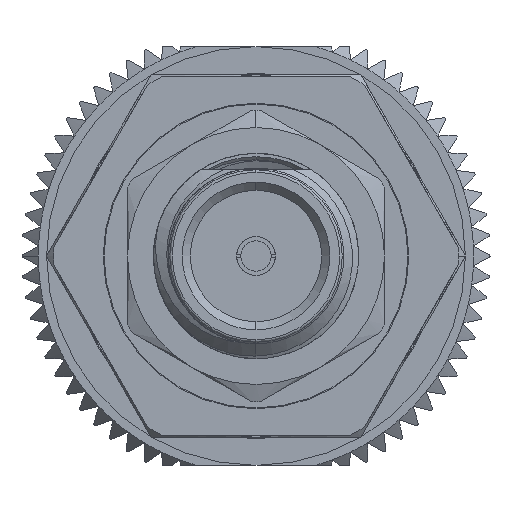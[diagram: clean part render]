
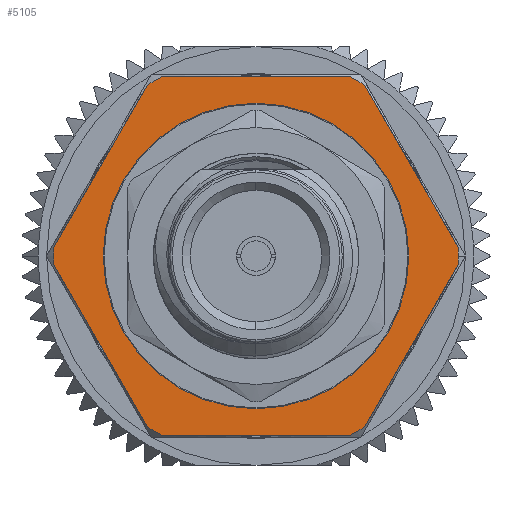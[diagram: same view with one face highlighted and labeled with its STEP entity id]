
A CAD part, left-side view. The second image highlights one B-rep face of the part: STEP entity #5105.
In plain terms, the highlighted face is planar.
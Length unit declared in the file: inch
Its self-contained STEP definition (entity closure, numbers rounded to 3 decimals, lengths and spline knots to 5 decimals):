
#131 = VECTOR ( 'NONE', #11493, 39.37008 ) ;
#246 = CIRCLE ( 'NONE', #17159, 0.24665 ) ;
#964 = VERTEX_POINT ( 'NONE', #14096 ) ;
#1071 = DIRECTION ( 'NONE',  ( 0., 0., 1. ) ) ;
#1271 = CARTESIAN_POINT ( 'NONE',  ( -0.21875, 0.1263, 0. ) ) ;
#1725 = CARTESIAN_POINT ( 'NONE',  ( 0.20805, -0.13247, 0. ) ) ;
#1980 = CARTESIAN_POINT ( 'NONE',  ( -0.21875, -0.1263, 0. ) ) ;
#2123 = EDGE_CURVE ( 'NONE', #6140, #20547, #26444, .T. ) ;
#2219 = FACE_BOUND ( 'NONE', #5228, .T. ) ;
#2800 = CARTESIAN_POINT ( 'NONE',  ( 0.21875, -0.11394, 0. ) ) ;
#2962 = CIRCLE ( 'NONE', #32960, 0.24665 ) ;
#3000 = CIRCLE ( 'NONE', #10699, 0.24665 ) ;
#3818 = CARTESIAN_POINT ( 'NONE',  ( 0., 0., 0. ) ) ;
#3825 = ORIENTED_EDGE ( 'NONE', *, *, #6198, .T. ) ;
#3912 = CARTESIAN_POINT ( 'NONE',  ( 0.21875, 0.1263, 0. ) ) ;
#3983 = VERTEX_POINT ( 'NONE', #2800 ) ;
#4225 = VERTEX_POINT ( 'NONE', #20857 ) ;
#4450 = CARTESIAN_POINT ( 'NONE',  ( 0., 0., 0. ) ) ;
#4622 = VERTEX_POINT ( 'NONE', #1725 ) ;
#5105 = ADVANCED_FACE ( 'NONE', ( #2219, #25298 ), #9836, .T. ) ;
#5228 = EDGE_LOOP ( 'NONE', ( #21186, #36475 ) ) ;
#5249 = ORIENTED_EDGE ( 'NONE', *, *, #15545, .T. ) ;
#5885 = EDGE_CURVE ( 'NONE', #17501, #24650, #22068, .T. ) ;
#6072 = DIRECTION ( 'NONE',  ( 0.866, 0.5, 0. ) ) ;
#6140 = VERTEX_POINT ( 'NONE', #29718 ) ;
#6198 = EDGE_CURVE ( 'NONE', #25455, #33664, #22036, .T. ) ;
#6936 = VERTEX_POINT ( 'NONE', #37980 ) ;
#7008 = VECTOR ( 'NONE', #13704, 39.37008 ) ;
#8619 = CARTESIAN_POINT ( 'NONE',  ( 0., 0., 0. ) ) ;
#9031 = CARTESIAN_POINT ( 'NONE',  ( 0., 0., 0. ) ) ;
#9836 = PLANE ( 'NONE',  #30400 ) ;
#9936 = ORIENTED_EDGE ( 'NONE', *, *, #25636, .T. ) ;
#10060 = ORIENTED_EDGE ( 'NONE', *, *, #16716, .T. ) ;
#10141 = DIRECTION ( 'NONE',  ( 1., 0., 0. ) ) ;
#10615 = CIRCLE ( 'NONE', #35501, 0.186 ) ;
#10699 = AXIS2_PLACEMENT_3D ( 'NONE', #3818, #35900, #15297 ) ;
#11028 = EDGE_LOOP ( 'NONE', ( #3825, #5249, #23057, #10060, #32542, #21023, #23430, #22113, #18885, #9936, #19331, #24474 ) ) ;
#11493 = DIRECTION ( 'NONE',  ( -0.866, -0.5, 0. ) ) ;
#12257 = CARTESIAN_POINT ( 'NONE',  ( 0., 0., 0. ) ) ;
#12385 = CARTESIAN_POINT ( 'NONE',  ( -0.0107, -0.24642, 0. ) ) ;
#13181 = DIRECTION ( 'NONE',  ( 1., 0., 0. ) ) ;
#13264 = EDGE_CURVE ( 'NONE', #6936, #4622, #22982, .T. ) ;
#13342 = CARTESIAN_POINT ( 'NONE',  ( 0., 0., 0. ) ) ;
#13704 = DIRECTION ( 'NONE',  ( 0.866, -0.5, 0. ) ) ;
#14096 = CARTESIAN_POINT ( 'NONE',  ( -0.186, 0., 0. ) ) ;
#14139 = DIRECTION ( 'NONE',  ( 1., 0., 0. ) ) ;
#14419 = EDGE_CURVE ( 'NONE', #24650, #4225, #22461, .T. ) ;
#14691 = DIRECTION ( 'NONE',  ( 1., 0., 0. ) ) ;
#14880 = AXIS2_PLACEMENT_3D ( 'NONE', #13342, #19059, #10141 ) ;
#15297 = DIRECTION ( 'NONE',  ( 1., 0., 0. ) ) ;
#15386 = CARTESIAN_POINT ( 'NONE',  ( 0., 0., 0. ) ) ;
#15387 = EDGE_CURVE ( 'NONE', #964, #26291, #32956, .T. ) ;
#15545 = EDGE_CURVE ( 'NONE', #33664, #6140, #3000, .T. ) ;
#16264 = EDGE_CURVE ( 'NONE', #36017, #25455, #2962, .T. ) ;
#16364 = CARTESIAN_POINT ( 'NONE',  ( 0.21875, -0.1263, 0. ) ) ;
#16510 = VECTOR ( 'NONE', #6072, 39.37008 ) ;
#16716 = EDGE_CURVE ( 'NONE', #20547, #17501, #246, .T. ) ;
#17067 = CIRCLE ( 'NONE', #14880, 0.24665 ) ;
#17159 = AXIS2_PLACEMENT_3D ( 'NONE', #8619, #29281, #14139 ) ;
#17432 = AXIS2_PLACEMENT_3D ( 'NONE', #21671, #18970, #21926 ) ;
#17501 = VERTEX_POINT ( 'NONE', #32411 ) ;
#17727 = VERTEX_POINT ( 'NONE', #12385 ) ;
#18129 = DIRECTION ( 'NONE',  ( 1., 0., 0. ) ) ;
#18201 = CARTESIAN_POINT ( 'NONE',  ( 0., -0.25259, 0. ) ) ;
#18299 = CARTESIAN_POINT ( 'NONE',  ( 0.186, 0., 0. ) ) ;
#18859 = AXIS2_PLACEMENT_3D ( 'NONE', #4450, #25482, #13181 ) ;
#18885 = ORIENTED_EDGE ( 'NONE', *, *, #13264, .T. ) ;
#18970 = DIRECTION ( 'NONE',  ( 0., 0., 1. ) ) ;
#19059 = DIRECTION ( 'NONE',  ( 0., 0., 1. ) ) ;
#19186 = CIRCLE ( 'NONE', #17432, 0.24665 ) ;
#19331 = ORIENTED_EDGE ( 'NONE', *, *, #38226, .T. ) ;
#19836 = EDGE_CURVE ( 'NONE', #26291, #964, #10615, .T. ) ;
#20547 = VERTEX_POINT ( 'NONE', #28309 ) ;
#20857 = CARTESIAN_POINT ( 'NONE',  ( -0.20805, -0.13247, 0. ) ) ;
#21023 = ORIENTED_EDGE ( 'NONE', *, *, #14419, .T. ) ;
#21186 = ORIENTED_EDGE ( 'NONE', *, *, #19836, .F. ) ;
#21671 = CARTESIAN_POINT ( 'NONE',  ( 0., 0., 0. ) ) ;
#21926 = DIRECTION ( 'NONE',  ( 1., 0., 0. ) ) ;
#21974 = VECTOR ( 'NONE', #31439, 39.37008 ) ;
#22036 = LINE ( 'NONE', #3912, #28514 ) ;
#22068 = LINE ( 'NONE', #1271, #36805 ) ;
#22113 = ORIENTED_EDGE ( 'NONE', *, *, #28986, .T. ) ;
#22461 = CIRCLE ( 'NONE', #18859, 0.24665 ) ;
#22898 = CARTESIAN_POINT ( 'NONE',  ( 0.0107, 0.24642, 0. ) ) ;
#22982 = LINE ( 'NONE', #18201, #16510 ) ;
#23057 = ORIENTED_EDGE ( 'NONE', *, *, #2123, .T. ) ;
#23358 = LINE ( 'NONE', #16364, #21974 ) ;
#23430 = ORIENTED_EDGE ( 'NONE', *, *, #24712, .T. ) ;
#24474 = ORIENTED_EDGE ( 'NONE', *, *, #16264, .T. ) ;
#24650 = VERTEX_POINT ( 'NONE', #28428 ) ;
#24712 = EDGE_CURVE ( 'NONE', #4225, #17727, #31452, .T. ) ;
#25298 = FACE_OUTER_BOUND ( 'NONE', #11028, .T. ) ;
#25455 = VERTEX_POINT ( 'NONE', #26012 ) ;
#25482 = DIRECTION ( 'NONE',  ( 0., 0., 1. ) ) ;
#25636 = EDGE_CURVE ( 'NONE', #4622, #3983, #17067, .T. ) ;
#26012 = CARTESIAN_POINT ( 'NONE',  ( 0.20805, 0.13247, 0. ) ) ;
#26291 = VERTEX_POINT ( 'NONE', #18299 ) ;
#26444 = LINE ( 'NONE', #31873, #131 ) ;
#26681 = CARTESIAN_POINT ( 'NONE',  ( 0., 0., 0. ) ) ;
#27518 = DIRECTION ( 'NONE',  ( -0.866, 0.5, 0. ) ) ;
#28309 = CARTESIAN_POINT ( 'NONE',  ( -0.20805, 0.13247, 0. ) ) ;
#28428 = CARTESIAN_POINT ( 'NONE',  ( -0.21875, -0.11394, 0. ) ) ;
#28514 = VECTOR ( 'NONE', #27518, 39.37008 ) ;
#28986 = EDGE_CURVE ( 'NONE', #17727, #6936, #19186, .T. ) ;
#29281 = DIRECTION ( 'NONE',  ( 0., 0., 1. ) ) ;
#29392 = DIRECTION ( 'NONE',  ( 0., 0., 1. ) ) ;
#29718 = CARTESIAN_POINT ( 'NONE',  ( -0.0107, 0.24642, 0. ) ) ;
#30097 = DIRECTION ( 'NONE',  ( 1., 0., 0. ) ) ;
#30400 = AXIS2_PLACEMENT_3D ( 'NONE', #15386, #1071, #30097 ) ;
#31439 = DIRECTION ( 'NONE',  ( 0., 1., 0. ) ) ;
#31452 = LINE ( 'NONE', #1980, #7008 ) ;
#31699 = AXIS2_PLACEMENT_3D ( 'NONE', #26681, #29392, #35420 ) ;
#31873 = CARTESIAN_POINT ( 'NONE',  ( 0., 0.25259, 0. ) ) ;
#32411 = CARTESIAN_POINT ( 'NONE',  ( -0.21875, 0.11394, 0. ) ) ;
#32542 = ORIENTED_EDGE ( 'NONE', *, *, #5885, .T. ) ;
#32956 = CIRCLE ( 'NONE', #31699, 0.186 ) ;
#32960 = AXIS2_PLACEMENT_3D ( 'NONE', #12257, #33023, #18129 ) ;
#33023 = DIRECTION ( 'NONE',  ( 0., 0., 1. ) ) ;
#33664 = VERTEX_POINT ( 'NONE', #22898 ) ;
#34508 = CARTESIAN_POINT ( 'NONE',  ( 0.21875, 0.11394, 0. ) ) ;
#35335 = DIRECTION ( 'NONE',  ( 0., 0., 1. ) ) ;
#35420 = DIRECTION ( 'NONE',  ( 1., 0., 0. ) ) ;
#35501 = AXIS2_PLACEMENT_3D ( 'NONE', #9031, #35335, #14691 ) ;
#35900 = DIRECTION ( 'NONE',  ( 0., 0., 1. ) ) ;
#36017 = VERTEX_POINT ( 'NONE', #34508 ) ;
#36475 = ORIENTED_EDGE ( 'NONE', *, *, #15387, .F. ) ;
#36580 = DIRECTION ( 'NONE',  ( 0., -1., 0. ) ) ;
#36805 = VECTOR ( 'NONE', #36580, 39.37008 ) ;
#37980 = CARTESIAN_POINT ( 'NONE',  ( 0.0107, -0.24642, 0. ) ) ;
#38226 = EDGE_CURVE ( 'NONE', #3983, #36017, #23358, .T. ) ;
